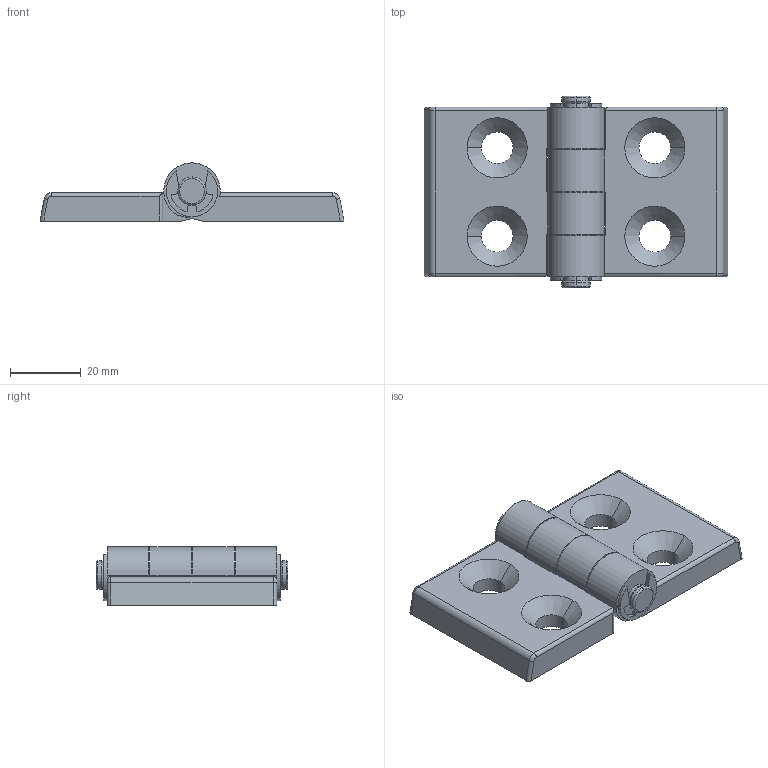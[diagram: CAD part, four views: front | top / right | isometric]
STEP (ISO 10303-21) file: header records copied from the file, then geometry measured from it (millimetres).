
FILE_DESCRIPTION (( 'STEP AP214' ), '1' );
FILE_NAME ('T37 Ïåòëÿ ïëàñòèêîâàÿ 45õ45.STEP', '2019-06-03T14:21:31', ( 'Windows User' ), ( '' ), 'SwSTEP 2.0', 'SolidWorks 2018', '' );
FILE_SCHEMA (( 'AUTOMOTIVE_DESIGN' ));
Length unit declared in the file: millimetre
Products named in the file (5): T37 Ïåòëÿ ïëàñòèêîâàÿ 45x45(Êîëüöî)_00; T37 Ïåòëÿ ïëàñòèêîâàÿ 45x45(Ïàëåö)_00; T37 Ïåòëÿ ïëàñòèêîâàÿ 45x45_00; T37 Ïåòëÿ ïëàñòèêîâàÿ 45õ45; T37 Ïåòëÿ ïëàñòèêîâàÿ 45x45 — êîïèÿ_00
Assembly tree (5 placements, depth 2):
  T37 Ïåòëÿ ïëàñòèêîâàÿ 45õ45
    T37 Ïåòëÿ ïëàñòèêîâàÿ 45x45_00
    T37 Ïåòëÿ ïëàñòèêîâàÿ 45x45 — êîïèÿ_00
    T37 Ïåòëÿ ïëàñòèêîâàÿ 45x45(Ïàëåö)_00
    T37 Ïåòëÿ ïëàñòèêîâàÿ 45x45(Êîëüöî)_00  x2
Bounding box: 85.97 x 54.25 x 16.5 mm (x, y, z)
Volume: 31947.3 mm3; surface area: 15965 mm2
Topology: 5 solids, 5 shells, 202 faces, 522 edges, 338 vertices
Faces by surface type: plane 102, cylinder 80, torus 12, cone 8
Entity records: 5945 total; most frequent: DIRECTION 1025, CARTESIAN_POINT 1022, ORIENTED_EDGE 966, EDGE_CURVE 483, AXIS2_PLACEMENT_3D 355, LINE 315, VECTOR 315, VERTEX_POINT 312
